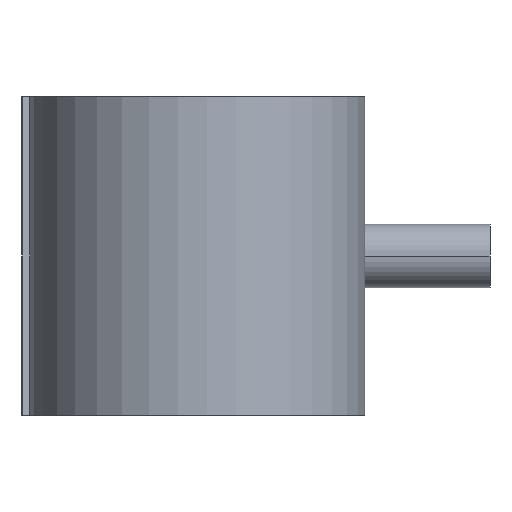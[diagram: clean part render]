
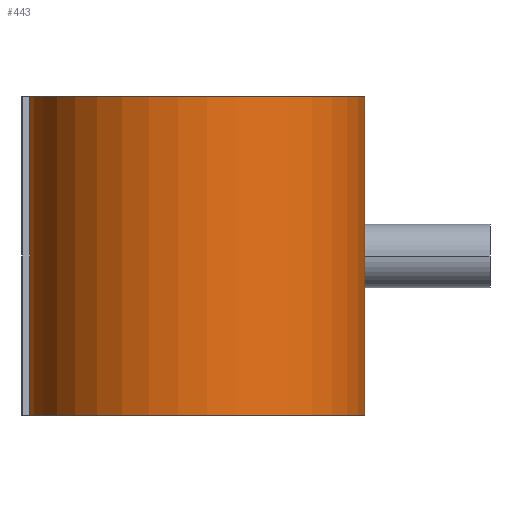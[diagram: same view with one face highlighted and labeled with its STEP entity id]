
A CAD part, front view. The second image highlights one B-rep face of the part: STEP entity #443.
In plain terms, the highlighted cylindrical face has radius 84.267 mm (diameter 168.533 mm), a partial arc.
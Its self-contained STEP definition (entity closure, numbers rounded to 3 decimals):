
#261 = VERTEX_POINT( '', #695 );
#277 = EDGE_CURVE( '', #493, #573, #713, .T. );
#429 = EDGE_CURVE( '', #625, #573, #880, .T. );
#443 = ADVANCED_FACE( '', ( #897 ), #898, .T. );
#493 = VERTEX_POINT( '', #954 );
#573 = VERTEX_POINT( '', #1040 );
#579 = EDGE_CURVE( '', #625, #261, #1046, .T. );
#617 = EDGE_CURVE( '', #261, #493, #1088, .T. );
#625 = VERTEX_POINT( '', #1098 );
#695 = CARTESIAN_POINT( '', ( -84.13, -4.8, -80. ) );
#713 = LINE( '', #1193, #1194 );
#880 = CIRCLE( '', #1563, 84.267 );
#897 = FACE_OUTER_BOUND( '', #1584, .T. );
#898 = CYLINDRICAL_SURFACE( '', #1585, 84.267 );
#954 = CARTESIAN_POINT( '', ( 84.13, 4.8, -80. ) );
#1040 = CARTESIAN_POINT( '', ( 84.13, 4.8, 80. ) );
#1046 = LINE( '', #1805, #1806 );
#1088 = CIRCLE( '', #2024, 84.267 );
#1098 = CARTESIAN_POINT( '', ( -84.13, -4.8, 80. ) );
#1193 = CARTESIAN_POINT( '', ( 84.13, 4.8, 80. ) );
#1194 = VECTOR( '', #2187, 1. );
#1563 = AXIS2_PLACEMENT_3D( '', #2379, #2380, #2381 );
#1584 = EDGE_LOOP( '', ( #2411, #2412, #2413, #2414 ) );
#1585 = AXIS2_PLACEMENT_3D( '', #2415, #2416, #2417 );
#1805 = CARTESIAN_POINT( '', ( -84.13, -4.8, 80. ) );
#1806 = VECTOR( '', #2585, 1. );
#2024 = AXIS2_PLACEMENT_3D( '', #2630, #2631, #2632 );
#2187 = DIRECTION( '', ( 0., 0., 1. ) );
#2379 = CARTESIAN_POINT( '', ( 0., 0., 80. ) );
#2380 = DIRECTION( '', ( 0., 0., 1. ) );
#2381 = DIRECTION( '', ( -0.998, -0.057, 0. ) );
#2411 = ORIENTED_EDGE( '', *, *, #277, .T. );
#2412 = ORIENTED_EDGE( '', *, *, #429, .F. );
#2413 = ORIENTED_EDGE( '', *, *, #579, .T. );
#2414 = ORIENTED_EDGE( '', *, *, #617, .T. );
#2415 = CARTESIAN_POINT( '', ( 0., 0., 80. ) );
#2416 = DIRECTION( '', ( 0., 0., 1. ) );
#2417 = DIRECTION( '', ( -0.998, -0.057, 0. ) );
#2585 = DIRECTION( '', ( 0., 0., -1. ) );
#2630 = CARTESIAN_POINT( '', ( 0., 0., -80. ) );
#2631 = DIRECTION( '', ( 0., 0., 1. ) );
#2632 = DIRECTION( '', ( -0.998, -0.057, 0. ) );
